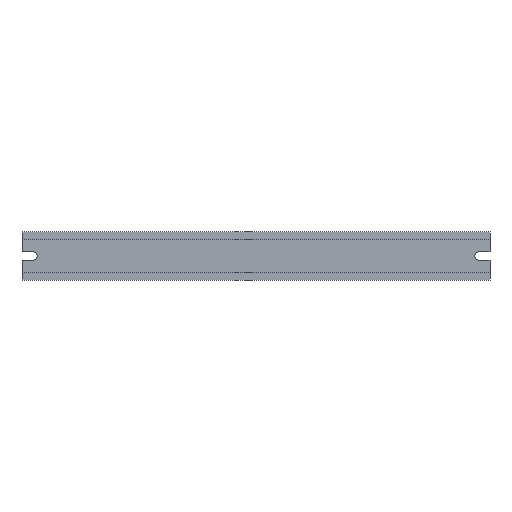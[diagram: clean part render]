
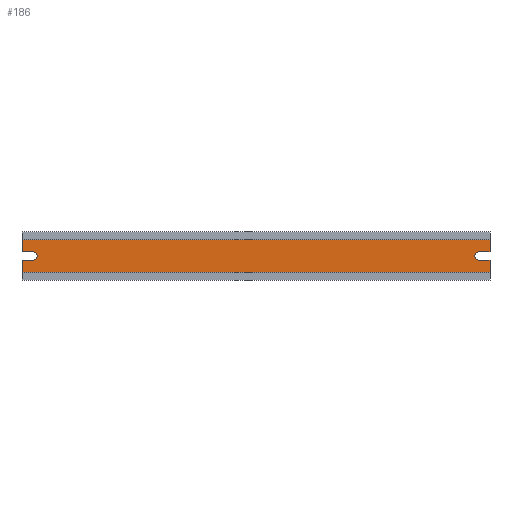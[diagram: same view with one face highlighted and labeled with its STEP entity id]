
A CAD part, top view. The second image highlights one B-rep face of the part: STEP entity #186.
In plain terms, the highlighted planar face has unit normal (0, 0, 1).
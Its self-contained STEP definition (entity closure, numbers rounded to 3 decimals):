
#4 = ORIENTED_EDGE ( 'NONE', *, *, #531, .F. ) ;
#12 = CARTESIAN_POINT ( 'NONE',  ( 162.5, 3., 1.5 ) ) ;
#23 = VECTOR ( 'NONE', #688, 1000. ) ;
#35 = VECTOR ( 'NONE', #373, 1000. ) ;
#46 = ORIENTED_EDGE ( 'NONE', *, *, #546, .F. ) ;
#54 = VERTEX_POINT ( 'NONE', #682 ) ;
#57 = DIRECTION ( 'NONE',  ( 1., 0., 0. ) ) ;
#61 = CARTESIAN_POINT ( 'NONE',  ( -170.5, -13.5, 1.5 ) ) ;
#65 = VECTOR ( 'NONE', #652, 1000. ) ;
#66 = AXIS2_PLACEMENT_3D ( 'NONE', #585, #645, #532 ) ;
#68 = DIRECTION ( 'NONE',  ( 0., 0., 1. ) ) ;
#72 = VERTEX_POINT ( 'NONE', #337 ) ;
#75 = EDGE_CURVE ( 'NONE', #140, #367, #574, .T. ) ;
#77 = DIRECTION ( 'NONE',  ( 0., 1., 0. ) ) ;
#78 = CARTESIAN_POINT ( 'NONE',  ( -170.5, -3., 1.5 ) ) ;
#83 = EDGE_CURVE ( 'NONE', #399, #72, #275, .T. ) ;
#90 = CARTESIAN_POINT ( 'NONE',  ( -170.5, 3., 1.5 ) ) ;
#104 = DIRECTION ( 'NONE',  ( -1., 0., 0. ) ) ;
#106 = EDGE_CURVE ( 'NONE', #54, #755, #564, .T. ) ;
#111 = PLANE ( 'NONE',  #463 ) ;
#140 = VERTEX_POINT ( 'NONE', #643 ) ;
#143 = ORIENTED_EDGE ( 'NONE', *, *, #106, .F. ) ;
#149 = VECTOR ( 'NONE', #686, 1000. ) ;
#155 = CARTESIAN_POINT ( 'NONE',  ( 170.5, -13.5, 1.5 ) ) ;
#162 = CIRCLE ( 'NONE', #66, 3. ) ;
#169 = CARTESIAN_POINT ( 'NONE',  ( -162.5, 0., 1.5 ) ) ;
#179 = LINE ( 'NONE', #61, #728 ) ;
#180 = DIRECTION ( 'NONE',  ( 0., 0., 1. ) ) ;
#181 = EDGE_LOOP ( 'NONE', ( #341, #299, #143, #512, #689, #601, #296, #324, #534, #46, #4, #748, #268 ) ) ;
#185 = EDGE_CURVE ( 'NONE', #755, #614, #363, .T. ) ;
#186 = ADVANCED_FACE ( 'NONE', ( #249 ), #111, .T. ) ;
#203 = LINE ( 'NONE', #369, #35 ) ;
#216 = DIRECTION ( 'NONE',  ( -1., 0., 0. ) ) ;
#223 = EDGE_CURVE ( 'NONE', #444, #140, #256, .T. ) ;
#231 = CARTESIAN_POINT ( 'NONE',  ( 170.5, -12., 1.5 ) ) ;
#237 = EDGE_CURVE ( 'NONE', #718, #251, #758, .T. ) ;
#249 = FACE_OUTER_BOUND ( 'NONE', #181, .T. ) ;
#251 = VERTEX_POINT ( 'NONE', #729 ) ;
#255 = VERTEX_POINT ( 'NONE', #78 ) ;
#256 = CIRCLE ( 'NONE', #680, 3. ) ;
#260 = EDGE_CURVE ( 'NONE', #614, #622, #203, .T. ) ;
#268 = ORIENTED_EDGE ( 'NONE', *, *, #719, .T. ) ;
#275 = LINE ( 'NONE', #387, #439 ) ;
#285 = DIRECTION ( 'NONE',  ( 0., 1., 0. ) ) ;
#289 = CARTESIAN_POINT ( 'NONE',  ( -170.5, -3., 1.5 ) ) ;
#296 = ORIENTED_EDGE ( 'NONE', *, *, #75, .F. ) ;
#299 = ORIENTED_EDGE ( 'NONE', *, *, #185, .F. ) ;
#317 = CARTESIAN_POINT ( 'NONE',  ( 170.5, -13.5, 1.5 ) ) ;
#324 = ORIENTED_EDGE ( 'NONE', *, *, #223, .F. ) ;
#329 = CARTESIAN_POINT ( 'NONE',  ( -159.5, 0., 1.5 ) ) ;
#332 = CARTESIAN_POINT ( 'NONE',  ( -162.5, -3., 1.5 ) ) ;
#337 = CARTESIAN_POINT ( 'NONE',  ( -170.5, 12., 1.5 ) ) ;
#341 = ORIENTED_EDGE ( 'NONE', *, *, #260, .F. ) ;
#361 = EDGE_CURVE ( 'NONE', #367, #72, #577, .T. ) ;
#363 = CIRCLE ( 'NONE', #450, 3. ) ;
#367 = VERTEX_POINT ( 'NONE', #90 ) ;
#369 = CARTESIAN_POINT ( 'NONE',  ( 170.5, -3., 1.5 ) ) ;
#373 = DIRECTION ( 'NONE',  ( 1., 0., 0. ) ) ;
#383 = VERTEX_POINT ( 'NONE', #332 ) ;
#387 = CARTESIAN_POINT ( 'NONE',  ( 170.5, 12., 1.5 ) ) ;
#391 = CARTESIAN_POINT ( 'NONE',  ( -162.5, 3., 1.5 ) ) ;
#399 = VERTEX_POINT ( 'NONE', #563 ) ;
#400 = VECTOR ( 'NONE', #285, 1000. ) ;
#401 = VECTOR ( 'NONE', #77, 1000. ) ;
#419 = LINE ( 'NONE', #289, #65 ) ;
#439 = VECTOR ( 'NONE', #104, 1000. ) ;
#444 = VERTEX_POINT ( 'NONE', #329 ) ;
#450 = AXIS2_PLACEMENT_3D ( 'NONE', #581, #180, #706 ) ;
#459 = CARTESIAN_POINT ( 'NONE',  ( 162.5, 3., 1.5 ) ) ;
#463 = AXIS2_PLACEMENT_3D ( 'NONE', #762, #68, #481 ) ;
#475 = EDGE_CURVE ( 'NONE', #54, #399, #683, .T. ) ;
#481 = DIRECTION ( 'NONE',  ( 0., -1., 0. ) ) ;
#495 = VECTOR ( 'NONE', #533, 1000. ) ;
#512 = ORIENTED_EDGE ( 'NONE', *, *, #475, .T. ) ;
#531 = EDGE_CURVE ( 'NONE', #251, #255, #179, .T. ) ;
#532 = DIRECTION ( 'NONE',  ( 1., 0., 0. ) ) ;
#533 = DIRECTION ( 'NONE',  ( -1., 0., 0. ) ) ;
#534 = ORIENTED_EDGE ( 'NONE', *, *, #576, .F. ) ;
#544 = LINE ( 'NONE', #317, #401 ) ;
#546 = EDGE_CURVE ( 'NONE', #255, #383, #419, .T. ) ;
#549 = CARTESIAN_POINT ( 'NONE',  ( 170.5, -12., 1.5 ) ) ;
#563 = CARTESIAN_POINT ( 'NONE',  ( 170.5, 12., 1.5 ) ) ;
#564 = LINE ( 'NONE', #459, #23 ) ;
#574 = LINE ( 'NONE', #391, #668 ) ;
#576 = EDGE_CURVE ( 'NONE', #383, #444, #162, .T. ) ;
#577 = LINE ( 'NONE', #679, #149 ) ;
#580 = CARTESIAN_POINT ( 'NONE',  ( 162.5, -3., 1.5 ) ) ;
#581 = CARTESIAN_POINT ( 'NONE',  ( 162.5, 0., 1.5 ) ) ;
#585 = CARTESIAN_POINT ( 'NONE',  ( -162.5, 0., 1.5 ) ) ;
#590 = CARTESIAN_POINT ( 'NONE',  ( 170.5, -3., 1.5 ) ) ;
#601 = ORIENTED_EDGE ( 'NONE', *, *, #361, .F. ) ;
#614 = VERTEX_POINT ( 'NONE', #580 ) ;
#622 = VERTEX_POINT ( 'NONE', #590 ) ;
#643 = CARTESIAN_POINT ( 'NONE',  ( -162.5, 3., 1.5 ) ) ;
#645 = DIRECTION ( 'NONE',  ( 0., 0., 1. ) ) ;
#652 = DIRECTION ( 'NONE',  ( 1., 0., 0. ) ) ;
#668 = VECTOR ( 'NONE', #216, 1000. ) ;
#679 = CARTESIAN_POINT ( 'NONE',  ( -170.5, -13.5, 1.5 ) ) ;
#680 = AXIS2_PLACEMENT_3D ( 'NONE', #169, #699, #57 ) ;
#682 = CARTESIAN_POINT ( 'NONE',  ( 170.5, 3., 1.5 ) ) ;
#683 = LINE ( 'NONE', #155, #400 ) ;
#686 = DIRECTION ( 'NONE',  ( 0., 1., 0. ) ) ;
#688 = DIRECTION ( 'NONE',  ( -1., 0., 0. ) ) ;
#689 = ORIENTED_EDGE ( 'NONE', *, *, #83, .T. ) ;
#699 = DIRECTION ( 'NONE',  ( 0., 0., 1. ) ) ;
#706 = DIRECTION ( 'NONE',  ( -1., 0., 0. ) ) ;
#718 = VERTEX_POINT ( 'NONE', #549 ) ;
#719 = EDGE_CURVE ( 'NONE', #718, #622, #544, .T. ) ;
#728 = VECTOR ( 'NONE', #764, 1000. ) ;
#729 = CARTESIAN_POINT ( 'NONE',  ( -170.5, -12., 1.5 ) ) ;
#748 = ORIENTED_EDGE ( 'NONE', *, *, #237, .F. ) ;
#755 = VERTEX_POINT ( 'NONE', #12 ) ;
#758 = LINE ( 'NONE', #231, #495 ) ;
#762 = CARTESIAN_POINT ( 'NONE',  ( 170.5, -13.5, 1.5 ) ) ;
#764 = DIRECTION ( 'NONE',  ( 0., 1., 0. ) ) ;
